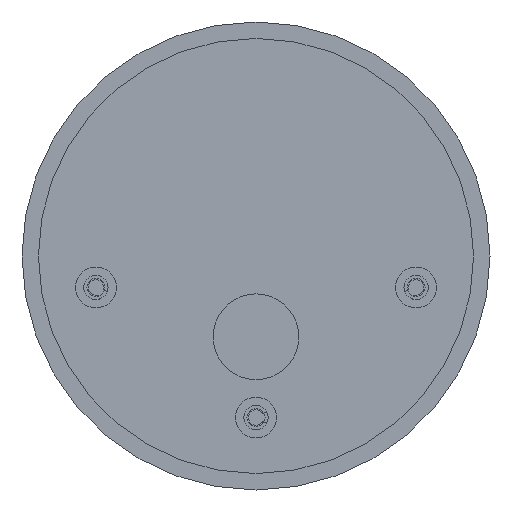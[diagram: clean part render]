
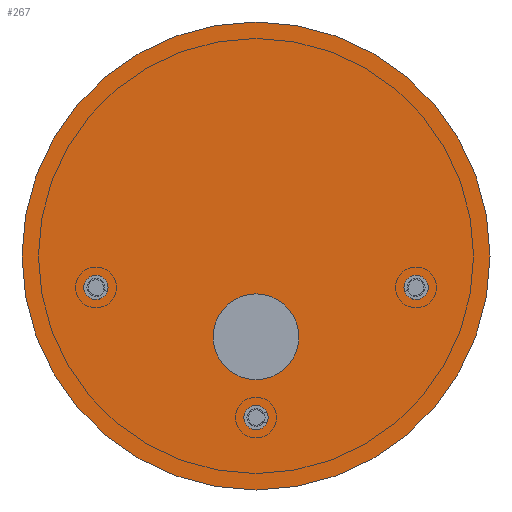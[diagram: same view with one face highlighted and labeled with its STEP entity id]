
A CAD part, front view. The second image highlights one B-rep face of the part: STEP entity #267.
In plain terms, the highlighted planar face has unit normal (0, -1, 0).
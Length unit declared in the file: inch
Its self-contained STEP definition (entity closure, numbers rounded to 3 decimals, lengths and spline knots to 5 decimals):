
#76 = ORIENTED_EDGE ( 'NONE', *, *, #1704, .T. ) ;
#179 = CARTESIAN_POINT ( 'NONE',  ( 0., -0.23622, -1.17264 ) ) ;
#199 = ORIENTED_EDGE ( 'NONE', *, *, #2124, .T. ) ;
#267 = ADVANCED_FACE ( 'NONE', ( #287, #2731, #2231, #5875, #377 ), #3597, .T. ) ;
#287 = FACE_BOUND ( 'NONE', #2330, .T. ) ;
#377 = FACE_OUTER_BOUND ( 'NONE', #1512, .T. ) ;
#394 = VERTEX_POINT ( 'NONE', #4594 ) ;
#463 = VERTEX_POINT ( 'NONE', #2345 ) ;
#654 = EDGE_CURVE ( 'NONE', #394, #394, #5047, .T. ) ;
#684 = ORIENTED_EDGE ( 'NONE', *, *, #2828, .T. ) ;
#765 = EDGE_CURVE ( 'NONE', #463, #463, #2590, .T. ) ;
#1300 = VERTEX_POINT ( 'NONE', #2375 ) ;
#1453 = DIRECTION ( 'NONE',  ( 0., 0., -1. ) ) ;
#1512 = EDGE_LOOP ( 'NONE', ( #199 ) ) ;
#1530 = DIRECTION ( 'NONE',  ( 0., 0., -1. ) ) ;
#1549 = DIRECTION ( 'NONE',  ( 0., 1., 0. ) ) ;
#1577 = EDGE_LOOP ( 'NONE', ( #76 ) ) ;
#1583 = CIRCLE ( 'NONE', #2369, 0.16732 ) ;
#1704 = EDGE_CURVE ( 'NONE', #1300, #1300, #3342, .T. ) ;
#1746 = CARTESIAN_POINT ( 'NONE',  ( 3.22244, -0.23622, -0.06044 ) ) ;
#1795 = VERTEX_POINT ( 'NONE', #3180 ) ;
#1866 = DIRECTION ( 'NONE',  ( 0., 1., 0. ) ) ;
#1896 = AXIS2_PLACEMENT_3D ( 'NONE', #1746, #4608, #4087 ) ;
#2124 = EDGE_CURVE ( 'NONE', #1795, #1795, #3481, .T. ) ;
#2231 = FACE_BOUND ( 'NONE', #1577, .T. ) ;
#2256 = DIRECTION ( 'NONE',  ( 0., 1., 0. ) ) ;
#2330 = EDGE_LOOP ( 'NONE', ( #4434 ) ) ;
#2345 = CARTESIAN_POINT ( 'NONE',  ( 0., -0.23622, -1.76319 ) ) ;
#2369 = AXIS2_PLACEMENT_3D ( 'NONE', #5410, #3475, #1530 ) ;
#2375 = CARTESIAN_POINT ( 'NONE',  ( 0., -0.23622, -2.45217 ) ) ;
#2386 = AXIS2_PLACEMENT_3D ( 'NONE', #4600, #2256, #4174 ) ;
#2590 = CIRCLE ( 'NONE', #3671, 0.59055 ) ;
#2731 = FACE_BOUND ( 'NONE', #3459, .T. ) ;
#2744 = VERTEX_POINT ( 'NONE', #4628 ) ;
#2820 = DIRECTION ( 'NONE',  ( 0., 0., -1. ) ) ;
#2828 = EDGE_CURVE ( 'NONE', #2744, #2744, #1583, .T. ) ;
#2949 = AXIS2_PLACEMENT_3D ( 'NONE', #3312, #1866, #2820 ) ;
#3180 = CARTESIAN_POINT ( 'NONE',  ( 0., -0.23622, -3.28288 ) ) ;
#3312 = CARTESIAN_POINT ( 'NONE',  ( 0., -0.23622, -2.28484 ) ) ;
#3342 = CIRCLE ( 'NONE', #2949, 0.16732 ) ;
#3459 = EDGE_LOOP ( 'NONE', ( #5276 ) ) ;
#3475 = DIRECTION ( 'NONE',  ( 0., 1., 0. ) ) ;
#3481 = CIRCLE ( 'NONE', #5939, 3.22244 ) ;
#3597 = PLANE ( 'NONE',  #1896 ) ;
#3671 = AXIS2_PLACEMENT_3D ( 'NONE', #179, #1549, #1453 ) ;
#3815 = DIRECTION ( 'NONE',  ( 0., -1., 0. ) ) ;
#4087 = DIRECTION ( 'NONE',  ( 0., 0., -1. ) ) ;
#4174 = DIRECTION ( 'NONE',  ( 0., 0., -1. ) ) ;
#4434 = ORIENTED_EDGE ( 'NONE', *, *, #765, .T. ) ;
#4594 = CARTESIAN_POINT ( 'NONE',  ( 2.20472, -0.23622, -0.66083 ) ) ;
#4600 = CARTESIAN_POINT ( 'NONE',  ( 2.20472, -0.23622, -0.49351 ) ) ;
#4608 = DIRECTION ( 'NONE',  ( 0., -1., 0. ) ) ;
#4628 = CARTESIAN_POINT ( 'NONE',  ( -2.20472, -0.23622, -0.66083 ) ) ;
#5047 = CIRCLE ( 'NONE', #2386, 0.16732 ) ;
#5177 = CARTESIAN_POINT ( 'NONE',  ( 0., -0.23622, -0.06044 ) ) ;
#5276 = ORIENTED_EDGE ( 'NONE', *, *, #654, .T. ) ;
#5410 = CARTESIAN_POINT ( 'NONE',  ( -2.20472, -0.23622, -0.49351 ) ) ;
#5639 = EDGE_LOOP ( 'NONE', ( #684 ) ) ;
#5875 = FACE_BOUND ( 'NONE', #5639, .T. ) ;
#5939 = AXIS2_PLACEMENT_3D ( 'NONE', #5177, #3815, #6072 ) ;
#6072 = DIRECTION ( 'NONE',  ( 0., 0., -1. ) ) ;
